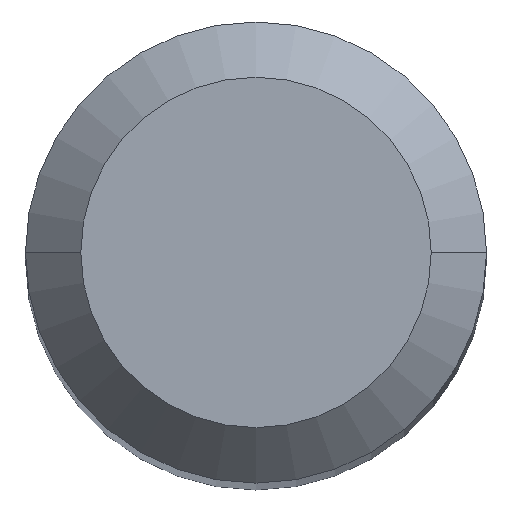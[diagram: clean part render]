
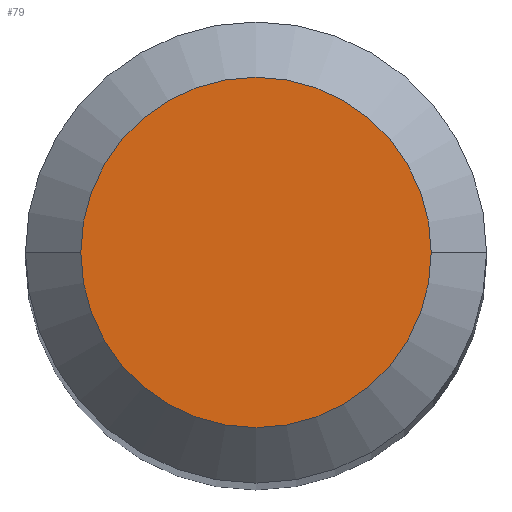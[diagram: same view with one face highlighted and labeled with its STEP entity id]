
A CAD part, top view. The second image highlights one B-rep face of the part: STEP entity #79.
In plain terms, the highlighted planar face has unit normal (0, 0, 1).
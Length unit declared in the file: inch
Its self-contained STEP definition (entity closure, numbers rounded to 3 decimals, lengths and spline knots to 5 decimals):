
#31 = AXIS2_PLACEMENT_3D ( 'NONE', #366, #188, #408 ) ;
#60 = FACE_OUTER_BOUND ( 'NONE', #459, .T. ) ;
#77 = AXIS2_PLACEMENT_3D ( 'NONE', #131, #386, #282 ) ;
#79 = ADVANCED_FACE ( 'NONE', ( #60 ), #350, .F. ) ;
#104 = CARTESIAN_POINT ( 'NONE',  ( 0., 0., 0. ) ) ;
#108 = CIRCLE ( 'NONE', #434, 0.0475 ) ;
#131 = CARTESIAN_POINT ( 'NONE',  ( 0., 0.0475, 0. ) ) ;
#185 = DIRECTION ( 'NONE',  ( 1., 0., 0. ) ) ;
#188 = DIRECTION ( 'NONE',  ( 0., 0., 1. ) ) ;
#213 = VERTEX_POINT ( 'NONE', #436 ) ;
#228 = CIRCLE ( 'NONE', #31, 0.0475 ) ;
#258 = ORIENTED_EDGE ( 'NONE', *, *, #432, .T. ) ;
#281 = EDGE_CURVE ( 'NONE', #318, #213, #108, .T. ) ;
#282 = DIRECTION ( 'NONE',  ( -1., 0., 0. ) ) ;
#297 = DIRECTION ( 'NONE',  ( 0., 0., 1. ) ) ;
#318 = VERTEX_POINT ( 'NONE', #414 ) ;
#350 = PLANE ( 'NONE',  #77 ) ;
#366 = CARTESIAN_POINT ( 'NONE',  ( 0., 0., 0. ) ) ;
#386 = DIRECTION ( 'NONE',  ( 0., 0., -1. ) ) ;
#408 = DIRECTION ( 'NONE',  ( 1., 0., 0. ) ) ;
#414 = CARTESIAN_POINT ( 'NONE',  ( -0.0475, 0., 0. ) ) ;
#431 = ORIENTED_EDGE ( 'NONE', *, *, #281, .T. ) ;
#432 = EDGE_CURVE ( 'NONE', #213, #318, #228, .T. ) ;
#434 = AXIS2_PLACEMENT_3D ( 'NONE', #104, #297, #185 ) ;
#436 = CARTESIAN_POINT ( 'NONE',  ( 0.0475, 0., 0. ) ) ;
#459 = EDGE_LOOP ( 'NONE', ( #431, #258 ) ) ;
